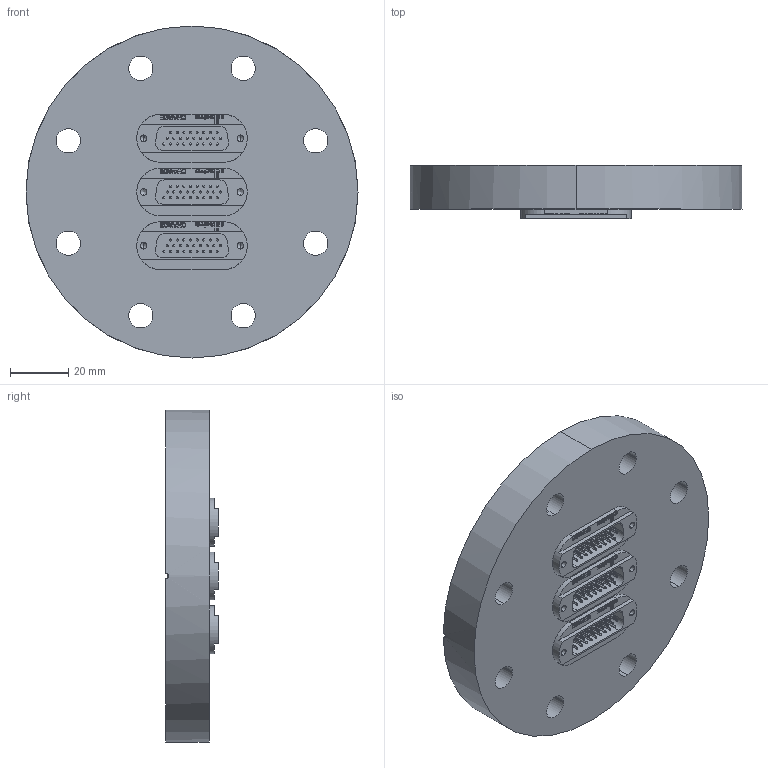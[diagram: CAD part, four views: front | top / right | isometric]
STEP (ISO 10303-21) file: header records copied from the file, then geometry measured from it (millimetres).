
FILE_DESCRIPTION (( 'STEP AP214' ), '1' );
FILE_NAME ('210-HD26-C63-3.step', '2025-02-17T20:30:29', ( '' ), ( '' ), 'SwSTEP 2.0', 'SolidWorks 2022', '' );
FILE_SCHEMA (( 'AUTOMOTIVE_DESIGN' ));
Length unit declared in the file: millimetre
Products named in the file (5): 9210-D15-C63-3_DN63; 218-HDX-SS_218-HD26-SS; 9210-PIN-FENI-0.7_vergoldet; 210-HD26-C63-3; 9218-HDX-SS_26pol.0,7 mm Logo
Assembly tree (31 placements, depth 3):
  210-HD26-C63-3
    9210-D15-C63-3_DN63
    218-HDX-SS_218-HD26-SS  x3
      9218-HDX-SS_26pol.0,7 mm Logo
      9210-PIN-FENI-0.7_vergoldet
Bounding box: 114.3 x 18.2 x 114.3 mm (x, y, z)
Volume: 135439 mm3; surface area: 43988.5 mm2
Topology: 82 solids, 82 shells, 1245 faces, 3473 edges, 2290 vertices
Faces by surface type: cylinder 538, plane 436, sphere 156, bspline 81, cone 28, torus 6
Entity records: 13053 total; most frequent: CARTESIAN_POINT 3742, DIRECTION 1871, ORIENTED_EDGE 1842, EDGE_CURVE 921, AXIS2_PLACEMENT_3D 657, VERTEX_POINT 610, LINE 557, VECTOR 557
